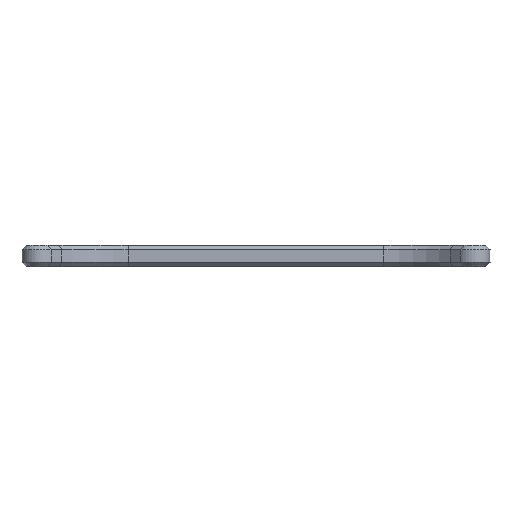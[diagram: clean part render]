
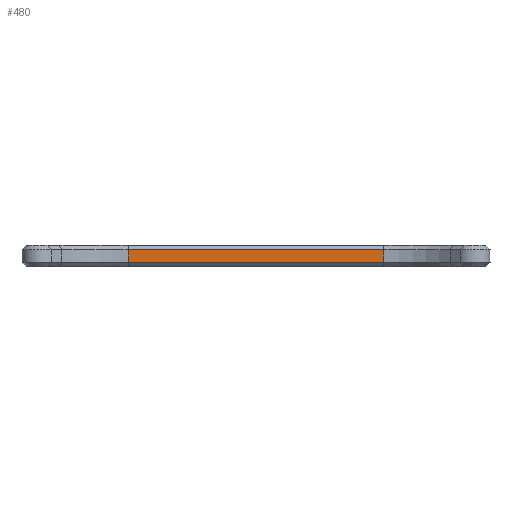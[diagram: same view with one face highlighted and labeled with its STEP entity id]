
A CAD part, front view. The second image highlights one B-rep face of the part: STEP entity #480.
In plain terms, the highlighted planar face has unit normal (0, -1, 0).
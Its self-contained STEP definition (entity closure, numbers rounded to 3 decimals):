
#22 = VERTEX_POINT('',#23);
#23 = CARTESIAN_POINT('',(30.,-32.,1.));
#64 = VERTEX_POINT('',#65);
#65 = CARTESIAN_POINT('',(-30.,-32.,1.));
#80 = EDGE_CURVE('',#64,#22,#81,.T.);
#81 = LINE('',#82,#83);
#82 = CARTESIAN_POINT('',(0.,-32.,1.));
#83 = VECTOR('',#84,1.);
#84 = DIRECTION('',(1.,0.,0.));
#94 = EDGE_CURVE('',#22,#95,#97,.T.);
#95 = VERTEX_POINT('',#96);
#96 = CARTESIAN_POINT('',(30.,-32.,4.));
#97 = LINE('',#98,#99);
#98 = CARTESIAN_POINT('',(30.,-32.,0.));
#99 = VECTOR('',#100,1.);
#100 = DIRECTION('',(0.,0.,1.));
#480 = ADVANCED_FACE('',(#481),#499,.T.);
#481 = FACE_BOUND('',#482,.T.);
#482 = EDGE_LOOP('',(#483,#491,#492,#493));
#483 = ORIENTED_EDGE('',*,*,#484,.F.);
#484 = EDGE_CURVE('',#64,#485,#487,.T.);
#485 = VERTEX_POINT('',#486);
#486 = CARTESIAN_POINT('',(-30.,-32.,4.));
#487 = LINE('',#488,#489);
#488 = CARTESIAN_POINT('',(-30.,-32.,0.));
#489 = VECTOR('',#490,1.);
#490 = DIRECTION('',(0.,0.,1.));
#491 = ORIENTED_EDGE('',*,*,#80,.T.);
#492 = ORIENTED_EDGE('',*,*,#94,.T.);
#493 = ORIENTED_EDGE('',*,*,#494,.T.);
#494 = EDGE_CURVE('',#95,#485,#495,.T.);
#495 = LINE('',#496,#497);
#496 = CARTESIAN_POINT('',(0.,-32.,4.));
#497 = VECTOR('',#498,1.);
#498 = DIRECTION('',(-1.,-0.,-0.));
#499 = PLANE('',#500);
#500 = AXIS2_PLACEMENT_3D('',#501,#502,#503);
#501 = CARTESIAN_POINT('',(0.,-32.,2.5));
#502 = DIRECTION('',(-0.,-1.,-0.));
#503 = DIRECTION('',(0.,0.,-1.));
